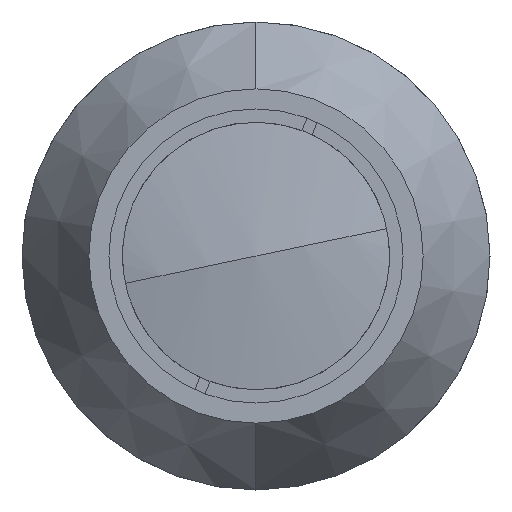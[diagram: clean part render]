
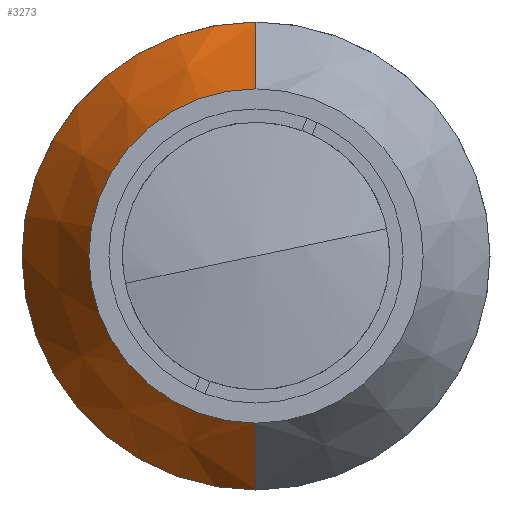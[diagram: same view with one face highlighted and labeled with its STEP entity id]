
A CAD part, left-side view. The second image highlights one B-rep face of the part: STEP entity #3273.
In plain terms, the highlighted conical face has half-angle 30 degrees and reference radius 21 mm.
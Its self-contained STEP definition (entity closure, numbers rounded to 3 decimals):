
#139 = DIRECTION ( 'NONE',  ( 0., 0., 1. ) ) ;
#194 = DIRECTION ( 'NONE',  ( -1., 0., 0. ) ) ;
#288 = VERTEX_POINT ( 'NONE', #1745 ) ;
#433 = CARTESIAN_POINT ( 'NONE',  ( 25.392, 0., 0. ) ) ;
#464 = CARTESIAN_POINT ( 'NONE',  ( 25.392, 0., -21. ) ) ;
#498 = LINE ( 'NONE', #572, #2933 ) ;
#572 = CARTESIAN_POINT ( 'NONE',  ( 25.392, 0., 21. ) ) ;
#591 = CIRCLE ( 'NONE', #3285, 15. ) ;
#638 = FACE_OUTER_BOUND ( 'NONE', #3683, .T. ) ;
#761 = ORIENTED_EDGE ( 'NONE', *, *, #2600, .F. ) ;
#946 = ORIENTED_EDGE ( 'NONE', *, *, #3263, .T. ) ;
#951 = VERTEX_POINT ( 'NONE', #3768 ) ;
#1012 = DIRECTION ( 'NONE',  ( 1., 0., 0. ) ) ;
#1567 = EDGE_CURVE ( 'NONE', #288, #951, #498, .T. ) ;
#1745 = CARTESIAN_POINT ( 'NONE',  ( 15., 0., 15. ) ) ;
#1784 = ORIENTED_EDGE ( 'NONE', *, *, #3026, .F. ) ;
#1936 = DIRECTION ( 'NONE',  ( -1., 0., 0. ) ) ;
#1969 = CARTESIAN_POINT ( 'NONE',  ( 15., 0., -15. ) ) ;
#1985 = CARTESIAN_POINT ( 'NONE',  ( 15., 0., 0. ) ) ;
#2023 = VECTOR ( 'NONE', #2586, 1000. ) ;
#2292 = DIRECTION ( 'NONE',  ( 0., 0., 1. ) ) ;
#2586 = DIRECTION ( 'NONE',  ( 0.866, 0., -0.5 ) ) ;
#2600 = EDGE_CURVE ( 'NONE', #3367, #2874, #2855, .T. ) ;
#2636 = CARTESIAN_POINT ( 'NONE',  ( 25.392, 0., -21. ) ) ;
#2792 = CONICAL_SURFACE ( 'NONE', #2850, 21., 0.524 ) ;
#2850 = AXIS2_PLACEMENT_3D ( 'NONE', #433, #1012, #3521 ) ;
#2855 = LINE ( 'NONE', #464, #2023 ) ;
#2874 = VERTEX_POINT ( 'NONE', #2636 ) ;
#2878 = AXIS2_PLACEMENT_3D ( 'NONE', #3828, #1936, #139 ) ;
#2933 = VECTOR ( 'NONE', #3678, 1000. ) ;
#3026 = EDGE_CURVE ( 'NONE', #288, #3367, #591, .T. ) ;
#3263 = EDGE_CURVE ( 'NONE', #951, #2874, #3759, .T. ) ;
#3273 = ADVANCED_FACE ( 'NONE', ( #638 ), #2792, .T. ) ;
#3285 = AXIS2_PLACEMENT_3D ( 'NONE', #1985, #194, #2292 ) ;
#3367 = VERTEX_POINT ( 'NONE', #1969 ) ;
#3521 = DIRECTION ( 'NONE',  ( 0., 0., -1. ) ) ;
#3678 = DIRECTION ( 'NONE',  ( 0.866, 0., 0.5 ) ) ;
#3683 = EDGE_LOOP ( 'NONE', ( #1784, #3938, #946, #761 ) ) ;
#3759 = CIRCLE ( 'NONE', #2878, 21. ) ;
#3768 = CARTESIAN_POINT ( 'NONE',  ( 25.392, 0., 21. ) ) ;
#3828 = CARTESIAN_POINT ( 'NONE',  ( 25.392, 0., 0. ) ) ;
#3938 = ORIENTED_EDGE ( 'NONE', *, *, #1567, .T. ) ;
